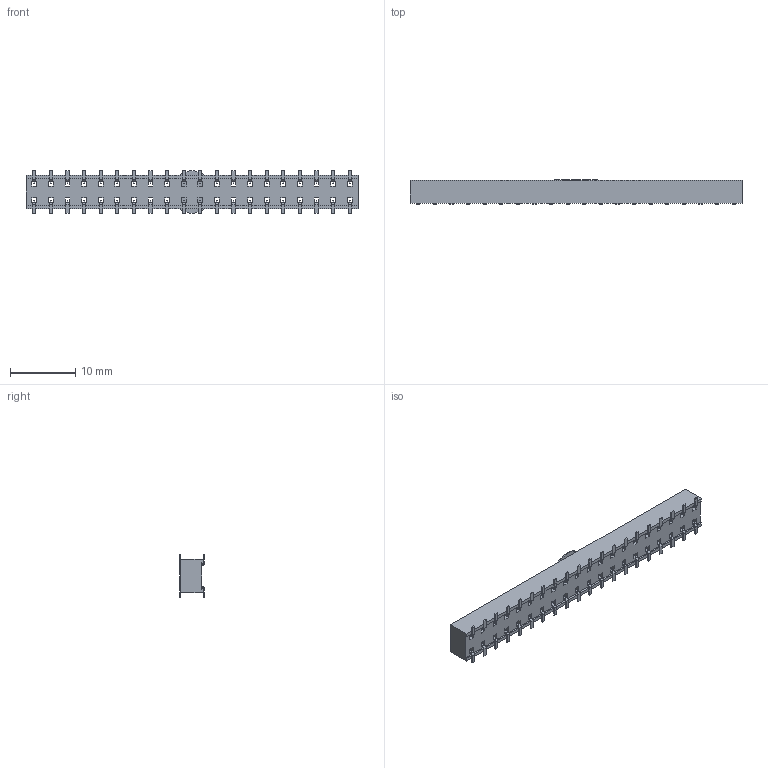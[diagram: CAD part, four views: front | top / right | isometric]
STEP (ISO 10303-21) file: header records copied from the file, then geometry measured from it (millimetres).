
FILE_DESCRIPTION( ( 'STEP AP203' ), '1' );
FILE_NAME( 'HLE-120-02-L-DV-K.stp', '2021-10-02T19:19:59', ( 'License CC BY-ND 4.0' ), ( 'CADENAS' ), ' ', 'PARTsolutions', ' ' );
FILE_SCHEMA( ( 'CONFIG_CONTROL_DESIGN' ) );
Length unit declared in the file: inch
Products named in the file (4): HLE-120-02-L-DV-K; _HLE-120-02-DV_socket; _C-132-12-20-DV; _K-DOT-0.256-0.375-0.005_polyamide_pick
Assembly tree (3 placements, depth 2):
  HLE-120-02-L-DV-K
    _HLE-120-02-DV_socket
    _C-132-12-20-DV
    _K-DOT-0.256-0.375-0.005_polyamide_pick
Bounding box: 50.8 x 3.78 x 6.58 mm (x, y, z)
Volume: 1005.9 mm3; surface area: 2566.1 mm2
Topology: 3 solids, 3 shells, 1150 faces, 3215 edges, 2090 vertices
Faces by surface type: plane 1069, cylinder 81
Full cylindrical faces by diameter (mm): 6.502 x1
Entity records: 36629 total; most frequent: CARTESIAN_POINT 6458, ORIENTED_EDGE 6428, DIRECTION 5684, EDGE_CURVE 3214, LINE 3052, VECTOR 3052, VERTEX_POINT 2090, EDGE_LOOP 1368
